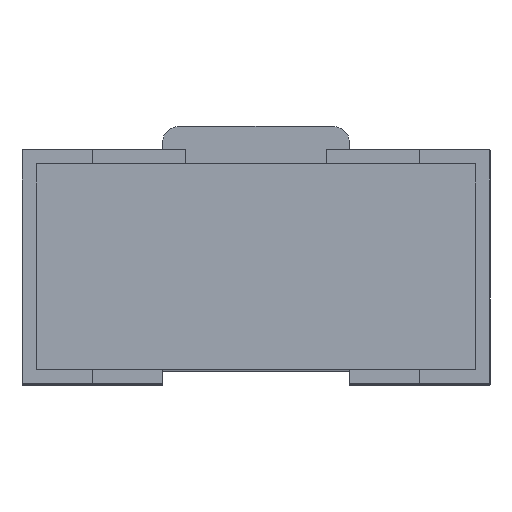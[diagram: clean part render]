
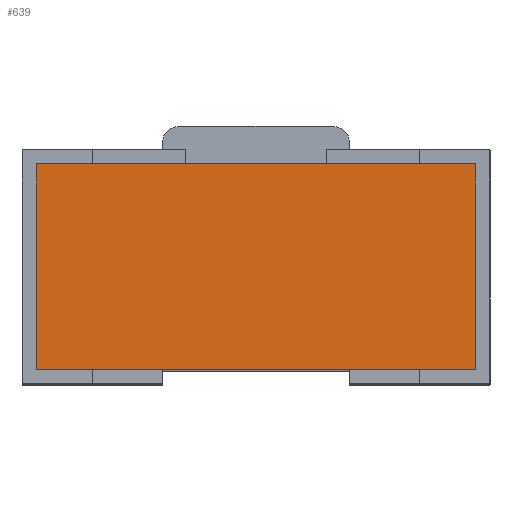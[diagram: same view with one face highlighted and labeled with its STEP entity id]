
A CAD part, top view. The second image highlights one B-rep face of the part: STEP entity #639.
In plain terms, the highlighted face is planar.
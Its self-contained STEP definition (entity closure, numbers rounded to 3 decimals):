
#71 = DIRECTION ( 'NONE',  ( -1., 0., 0. ) ) ;
#187 = DIRECTION ( 'NONE',  ( 0., 0., 1. ) ) ;
#338 = VECTOR ( 'NONE', #1413, 1000. ) ;
#570 = VECTOR ( 'NONE', #1348, 1000. ) ;
#634 = EDGE_CURVE ( 'NONE', #5534, #3488, #1825, .T. ) ;
#639 = ADVANCED_FACE ( 'NONE', ( #3241 ), #3211, .F. ) ;
#1207 = EDGE_CURVE ( 'NONE', #5534, #3733, #3892, .T. ) ;
#1245 = EDGE_CURVE ( 'NONE', #3733, #4077, #3402, .T. ) ;
#1266 = CARTESIAN_POINT ( 'NONE',  ( 1., 0.47, 0.47 ) ) ;
#1348 = DIRECTION ( 'NONE',  ( 0., 0., 1. ) ) ;
#1413 = DIRECTION ( 'NONE',  ( 0., -1., 0. ) ) ;
#1798 = CARTESIAN_POINT ( 'NONE',  ( 1., 0., 0.47 ) ) ;
#1825 = LINE ( 'NONE', #4106, #338 ) ;
#2158 = AXIS2_PLACEMENT_3D ( 'NONE', #2828, #71, #2772 ) ;
#2183 = DIRECTION ( 'NONE',  ( 0., -1., 0. ) ) ;
#2540 = CARTESIAN_POINT ( 'NONE',  ( 1., 0.03, 0.47 ) ) ;
#2678 = LINE ( 'NONE', #5604, #4860 ) ;
#2772 = DIRECTION ( 'NONE',  ( 0., 0., 1. ) ) ;
#2828 = CARTESIAN_POINT ( 'NONE',  ( 1., 0.5, 0. ) ) ;
#3061 = EDGE_LOOP ( 'NONE', ( #5703, #3739, #5369, #5265 ) ) ;
#3211 = PLANE ( 'NONE',  #2158 ) ;
#3241 = FACE_OUTER_BOUND ( 'NONE', #3061, .T. ) ;
#3299 = EDGE_CURVE ( 'NONE', #3488, #4077, #2678, .T. ) ;
#3402 = LINE ( 'NONE', #1798, #3751 ) ;
#3488 = VERTEX_POINT ( 'NONE', #4279 ) ;
#3733 = VERTEX_POINT ( 'NONE', #1266 ) ;
#3739 = ORIENTED_EDGE ( 'NONE', *, *, #1245, .T. ) ;
#3751 = VECTOR ( 'NONE', #2183, 1000. ) ;
#3892 = LINE ( 'NONE', #4958, #570 ) ;
#4077 = VERTEX_POINT ( 'NONE', #2540 ) ;
#4106 = CARTESIAN_POINT ( 'NONE',  ( 1., 0., -0.47 ) ) ;
#4279 = CARTESIAN_POINT ( 'NONE',  ( 1., 0.03, -0.47 ) ) ;
#4672 = CARTESIAN_POINT ( 'NONE',  ( 1., 0.47, -0.47 ) ) ;
#4860 = VECTOR ( 'NONE', #187, 1000. ) ;
#4958 = CARTESIAN_POINT ( 'NONE',  ( 1., 0.47, 0. ) ) ;
#5265 = ORIENTED_EDGE ( 'NONE', *, *, #634, .F. ) ;
#5369 = ORIENTED_EDGE ( 'NONE', *, *, #3299, .F. ) ;
#5534 = VERTEX_POINT ( 'NONE', #4672 ) ;
#5604 = CARTESIAN_POINT ( 'NONE',  ( 1., 0.03, 0. ) ) ;
#5703 = ORIENTED_EDGE ( 'NONE', *, *, #1207, .T. ) ;
